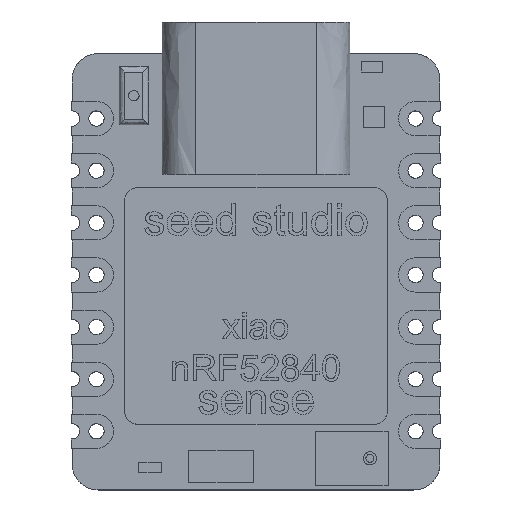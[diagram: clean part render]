
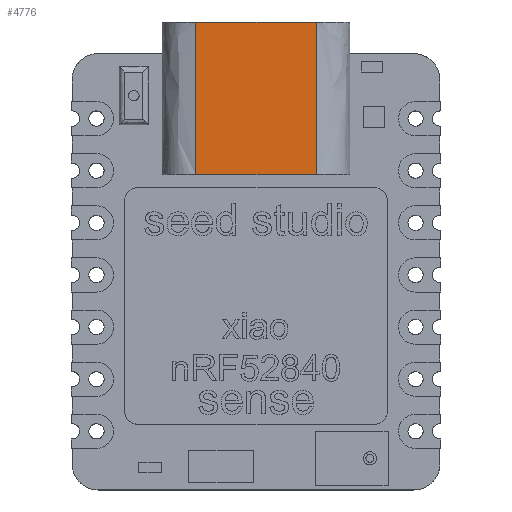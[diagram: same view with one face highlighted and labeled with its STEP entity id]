
A CAD part, top view. The second image highlights one B-rep face of the part: STEP entity #4776.
In plain terms, the highlighted free-form (B-spline) face has degree [1, 1] with [2, 2] control points.
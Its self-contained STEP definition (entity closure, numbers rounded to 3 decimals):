
#4666 = EDGE_CURVE('',#4667,#4669,#4671,.T.);
#4667 = VERTEX_POINT('',#4668);
#4668 = CARTESIAN_POINT('',(3.507,5.642,5.398
    ));
#4669 = VERTEX_POINT('',#4670);
#4670 = CARTESIAN_POINT('',(-3.507,5.642,
    5.398));
#4671 = B_SPLINE_CURVE_WITH_KNOTS('',1,(#4672,#4673),.UNSPECIFIED.,.F.,
  .F.,(2,2),(0.,5.842),.PIECEWISE_BEZIER_KNOTS.);
#4672 = CARTESIAN_POINT('',(3.507,5.642,5.398
    ));
#4673 = CARTESIAN_POINT('',(-3.507,5.642,
    5.398));
#4744 = VERTEX_POINT('',#4745);
#4745 = CARTESIAN_POINT('',(-3.507,14.485,
    5.398));
#4751 = EDGE_CURVE('',#4744,#4752,#4754,.T.);
#4752 = VERTEX_POINT('',#4753);
#4753 = CARTESIAN_POINT('',(3.507,14.485,
    5.398));
#4754 = B_SPLINE_CURVE_WITH_KNOTS('',1,(#4755,#4756),.UNSPECIFIED.,.F.,
  .F.,(2,2),(0.,5.842),.PIECEWISE_BEZIER_KNOTS.);
#4755 = CARTESIAN_POINT('',(-3.507,14.485,
    5.398));
#4756 = CARTESIAN_POINT('',(3.507,14.485,
    5.398));
#4776 = ADVANCED_FACE('',(#4777),#4791,.T.);
#4777 = FACE_BOUND('',#4778,.T.);
#4778 = EDGE_LOOP('',(#4779,#4780,#4785,#4786));
#4779 = ORIENTED_EDGE('',*,*,#4751,.F.);
#4780 = ORIENTED_EDGE('',*,*,#4781,.T.);
#4781 = EDGE_CURVE('',#4744,#4669,#4782,.T.);
#4782 = B_SPLINE_CURVE_WITH_KNOTS('',1,(#4783,#4784),.UNSPECIFIED.,.F.,
  .F.,(2,2),(0.,7.366),.PIECEWISE_BEZIER_KNOTS.);
#4783 = CARTESIAN_POINT('',(-3.507,14.485,
    5.398));
#4784 = CARTESIAN_POINT('',(-3.507,5.642,
    5.398));
#4785 = ORIENTED_EDGE('',*,*,#4666,.F.);
#4786 = ORIENTED_EDGE('',*,*,#4787,.T.);
#4787 = EDGE_CURVE('',#4667,#4752,#4788,.T.);
#4788 = B_SPLINE_CURVE_WITH_KNOTS('',1,(#4789,#4790),.UNSPECIFIED.,.F.,
  .F.,(2,2),(0.,7.366),.PIECEWISE_BEZIER_KNOTS.);
#4789 = CARTESIAN_POINT('',(3.507,5.642,5.398
    ));
#4790 = CARTESIAN_POINT('',(3.507,14.485,
    5.398));
#4791 = B_SPLINE_SURFACE_WITH_KNOTS('',1,1,(
    (#4792,#4793)
    ,(#4794,#4795
  )),.UNSPECIFIED.,.F.,.F.,.F.,(2,2),(2,2),(-2.921,2.921),(4.699,12.065)
  ,.PIECEWISE_BEZIER_KNOTS.);
#4792 = CARTESIAN_POINT('',(-3.507,5.642,
    5.398));
#4793 = CARTESIAN_POINT('',(-3.507,14.485,
    5.398));
#4794 = CARTESIAN_POINT('',(3.507,5.642,5.398
    ));
#4795 = CARTESIAN_POINT('',(3.507,14.485,
    5.398));
